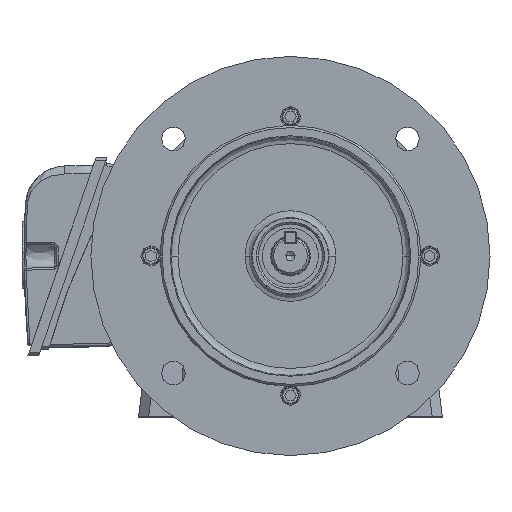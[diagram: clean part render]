
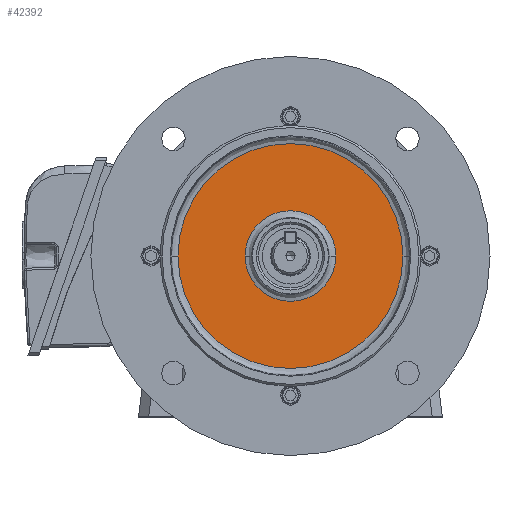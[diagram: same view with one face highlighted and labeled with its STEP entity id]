
A CAD part, top view. The second image highlights one B-rep face of the part: STEP entity #42392.
In plain terms, the highlighted planar face has unit normal (0, 0, 1).
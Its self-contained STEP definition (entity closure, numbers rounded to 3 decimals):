
#1075 = CARTESIAN_POINT ( 'NONE',  ( 0., 0., 0. ) ) ;
#3603 = DIRECTION ( 'NONE',  ( 0., 0., 1. ) ) ;
#4753 = CIRCLE ( 'NONE', #54927, 22.583 ) ;
#9045 = AXIS2_PLACEMENT_3D ( 'NONE', #44355, #66842, #21442 ) ;
#11296 = DIRECTION ( 'NONE',  ( 1., 0., 0. ) ) ;
#15870 = EDGE_CURVE ( 'NONE', #41188, #31341, #52935, .T. ) ;
#15985 = CARTESIAN_POINT ( 'NONE',  ( 22.583, 0., 0. ) ) ;
#16530 = EDGE_CURVE ( 'NONE', #69721, #26190, #44065, .T. ) ;
#16940 = EDGE_CURVE ( 'NONE', #31341, #41188, #4753, .T. ) ;
#17398 = DIRECTION ( 'NONE',  ( 0., 0., 1. ) ) ;
#20105 = CARTESIAN_POINT ( 'NONE',  ( 0., 0., 0. ) ) ;
#21442 = DIRECTION ( 'NONE',  ( -1., 0., 0. ) ) ;
#21668 = PLANE ( 'NONE',  #9045 ) ;
#22805 = ORIENTED_EDGE ( 'NONE', *, *, #16940, .F. ) ;
#25529 = CARTESIAN_POINT ( 'NONE',  ( 0., 0., 0. ) ) ;
#25921 = AXIS2_PLACEMENT_3D ( 'NONE', #20105, #31501, #48380 ) ;
#26190 = VERTEX_POINT ( 'NONE', #37770 ) ;
#26524 = CARTESIAN_POINT ( 'NONE',  ( 56.044, 0., 0. ) ) ;
#28637 = ORIENTED_EDGE ( 'NONE', *, *, #15870, .F. ) ;
#30438 = EDGE_LOOP ( 'NONE', ( #67960, #63425 ) ) ;
#31341 = VERTEX_POINT ( 'NONE', #48339 ) ;
#31501 = DIRECTION ( 'NONE',  ( 0., 0., 1. ) ) ;
#35324 = FACE_BOUND ( 'NONE', #44256, .T. ) ;
#37077 = CIRCLE ( 'NONE', #53930, 56.044 ) ;
#37770 = CARTESIAN_POINT ( 'NONE',  ( -56.044, 0., 0. ) ) ;
#41188 = VERTEX_POINT ( 'NONE', #15985 ) ;
#41904 = DIRECTION ( 'NONE',  ( 1., 0., 0. ) ) ;
#42392 = ADVANCED_FACE ( 'NONE', ( #35324, #45826 ), #21668, .F. ) ;
#44065 = CIRCLE ( 'NONE', #25921, 56.044 ) ;
#44256 = EDGE_LOOP ( 'NONE', ( #28637, #22805 ) ) ;
#44355 = CARTESIAN_POINT ( 'NONE',  ( 0., 22.583, 0. ) ) ;
#45826 = FACE_OUTER_BOUND ( 'NONE', #30438, .T. ) ;
#48339 = CARTESIAN_POINT ( 'NONE',  ( -22.583, 0., 0. ) ) ;
#48380 = DIRECTION ( 'NONE',  ( 1., 0., 0. ) ) ;
#49007 = DIRECTION ( 'NONE',  ( 0., 0., 1. ) ) ;
#52935 = CIRCLE ( 'NONE', #53052, 22.583 ) ;
#53052 = AXIS2_PLACEMENT_3D ( 'NONE', #25529, #3603, #41904 ) ;
#53930 = AXIS2_PLACEMENT_3D ( 'NONE', #1075, #17398, #11296 ) ;
#53978 = DIRECTION ( 'NONE',  ( 1., 0., 0. ) ) ;
#54927 = AXIS2_PLACEMENT_3D ( 'NONE', #70520, #49007, #53978 ) ;
#58490 = EDGE_CURVE ( 'NONE', #26190, #69721, #37077, .T. ) ;
#63425 = ORIENTED_EDGE ( 'NONE', *, *, #58490, .T. ) ;
#66842 = DIRECTION ( 'NONE',  ( 0., 0., -1. ) ) ;
#67960 = ORIENTED_EDGE ( 'NONE', *, *, #16530, .T. ) ;
#69721 = VERTEX_POINT ( 'NONE', #26524 ) ;
#70520 = CARTESIAN_POINT ( 'NONE',  ( 0., 0., 0. ) ) ;
